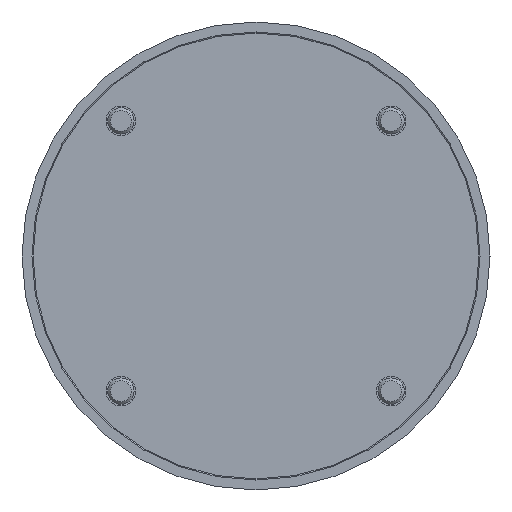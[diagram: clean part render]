
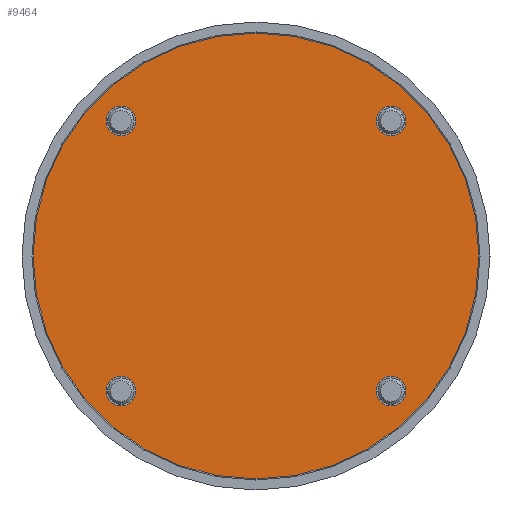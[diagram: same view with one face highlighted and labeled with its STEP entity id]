
A CAD part, left-side view. The second image highlights one B-rep face of the part: STEP entity #9464.
In plain terms, the highlighted planar face has unit normal (-1, 0, 0).
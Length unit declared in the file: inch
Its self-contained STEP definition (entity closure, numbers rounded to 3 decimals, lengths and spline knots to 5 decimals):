
#27 = VERTEX_POINT ( 'NONE', #33594 ) ;
#1534 = ORIENTED_EDGE ( 'NONE', *, *, #21195, .F. ) ;
#2786 = CIRCLE ( 'NONE', #19881, 0.281 ) ;
#3727 = DIRECTION ( 'NONE',  ( -1., 0., 0. ) ) ;
#4021 = CARTESIAN_POINT ( 'NONE',  ( -13.87, 2.56326, 2.28226 ) ) ;
#8040 = AXIS2_PLACEMENT_3D ( 'NONE', #9729, #61199, #17131 ) ;
#8313 = ORIENTED_EDGE ( 'NONE', *, *, #70613, .F. ) ;
#9464 = ADVANCED_FACE ( 'NONE', ( #70463, #50883, #31355, #11818, #90008 ), #30920, .T. ) ;
#9729 = CARTESIAN_POINT ( 'NONE',  ( -13.87, 0., 0. ) ) ;
#9814 = CIRCLE ( 'NONE', #8040, 4.2305 ) ;
#10574 = CARTESIAN_POINT ( 'NONE',  ( -13.87, -2.56326, -2.28226 ) ) ;
#11199 = EDGE_CURVE ( 'NONE', #20573, #27, #22805, .T. ) ;
#11398 = AXIS2_PLACEMENT_3D ( 'NONE', #69507, #25457, #76905 ) ;
#11818 = FACE_BOUND ( 'NONE', #37346, .T. ) ;
#12739 = CIRCLE ( 'NONE', #11398, 0.281 ) ;
#14513 = AXIS2_PLACEMENT_3D ( 'NONE', #64325, #20281, #71695 ) ;
#14818 = CARTESIAN_POINT ( 'NONE',  ( -13.87, 0., 0. ) ) ;
#15470 = VERTEX_POINT ( 'NONE', #94279 ) ;
#17131 = DIRECTION ( 'NONE',  ( 0., 0., 1. ) ) ;
#17838 = ORIENTED_EDGE ( 'NONE', *, *, #24728, .F. ) ;
#19881 = AXIS2_PLACEMENT_3D ( 'NONE', #47761, #3727, #55172 ) ;
#20281 = DIRECTION ( 'NONE',  ( -1., 0., 0. ) ) ;
#20573 = VERTEX_POINT ( 'NONE', #73228 ) ;
#21195 = EDGE_CURVE ( 'NONE', #93230, #93736, #64292, .T. ) ;
#22266 = DIRECTION ( 'NONE',  ( 0., 0., 1. ) ) ;
#22805 = CIRCLE ( 'NONE', #38659, 0.281 ) ;
#23843 = DIRECTION ( 'NONE',  ( -1., 0., 0. ) ) ;
#24135 = DIRECTION ( 'NONE',  ( -1., 0., 0. ) ) ;
#24728 = EDGE_CURVE ( 'NONE', #88367, #15470, #28339, .T. ) ;
#25242 = CARTESIAN_POINT ( 'NONE',  ( -13.87, 0., -4.2305 ) ) ;
#25272 = EDGE_CURVE ( 'NONE', #59280, #52282, #9814, .T. ) ;
#25457 = DIRECTION ( 'NONE',  ( -1., 0., 0. ) ) ;
#27369 = AXIS2_PLACEMENT_3D ( 'NONE', #67876, #23843, #75269 ) ;
#28339 = CIRCLE ( 'NONE', #72659, 0.281 ) ;
#28640 = EDGE_CURVE ( 'NONE', #52554, #39829, #95220, .T. ) ;
#30075 = DIRECTION ( 'NONE',  ( -1., 0., 0. ) ) ;
#30920 = PLANE ( 'NONE',  #27369 ) ;
#31073 = ORIENTED_EDGE ( 'NONE', *, *, #56525, .T. ) ;
#31215 = EDGE_CURVE ( 'NONE', #39829, #52554, #83114, .T. ) ;
#31355 = FACE_BOUND ( 'NONE', #45586, .T. ) ;
#33594 = CARTESIAN_POINT ( 'NONE',  ( -13.87, 2.56326, -2.84426 ) ) ;
#33908 = CIRCLE ( 'NONE', #75897, 4.2305 ) ;
#34078 = CARTESIAN_POINT ( 'NONE',  ( -13.87, -2.56326, -2.56326 ) ) ;
#36066 = AXIS2_PLACEMENT_3D ( 'NONE', #68146, #24135, #75551 ) ;
#36775 = ORIENTED_EDGE ( 'NONE', *, *, #11199, .F. ) ;
#37346 = EDGE_LOOP ( 'NONE', ( #17838, #63385 ) ) ;
#38659 = AXIS2_PLACEMENT_3D ( 'NONE', #83672, #39564, #91024 ) ;
#39406 = CIRCLE ( 'NONE', #82924, 0.281 ) ;
#39564 = DIRECTION ( 'NONE',  ( -1., 0., 0. ) ) ;
#39736 = CARTESIAN_POINT ( 'NONE',  ( -13.87, -2.56326, 2.56326 ) ) ;
#39829 = VERTEX_POINT ( 'NONE', #76822 ) ;
#41479 = DIRECTION ( 'NONE',  ( 0., 0., 1. ) ) ;
#42334 = EDGE_LOOP ( 'NONE', ( #1534, #46452 ) ) ;
#45586 = EDGE_LOOP ( 'NONE', ( #71034, #51736 ) ) ;
#46452 = ORIENTED_EDGE ( 'NONE', *, *, #68716, .F. ) ;
#47141 = DIRECTION ( 'NONE',  ( 0., 0., 1. ) ) ;
#47761 = CARTESIAN_POINT ( 'NONE',  ( -13.87, 2.56326, 2.56326 ) ) ;
#49248 = EDGE_LOOP ( 'NONE', ( #36775, #8313 ) ) ;
#50883 = FACE_BOUND ( 'NONE', #49248, .T. ) ;
#51736 = ORIENTED_EDGE ( 'NONE', *, *, #31215, .F. ) ;
#52282 = VERTEX_POINT ( 'NONE', #81679 ) ;
#52554 = VERTEX_POINT ( 'NONE', #10574 ) ;
#55172 = DIRECTION ( 'NONE',  ( 0., 0., 1. ) ) ;
#56525 = EDGE_CURVE ( 'NONE', #52282, #59280, #33908, .T. ) ;
#59280 = VERTEX_POINT ( 'NONE', #25242 ) ;
#60228 = EDGE_CURVE ( 'NONE', #15470, #88367, #39406, .T. ) ;
#61199 = DIRECTION ( 'NONE',  ( -1., 0., 0. ) ) ;
#63385 = ORIENTED_EDGE ( 'NONE', *, *, #60228, .F. ) ;
#64292 = CIRCLE ( 'NONE', #36066, 0.281 ) ;
#64325 = CARTESIAN_POINT ( 'NONE',  ( -13.87, -2.56326, -2.56326 ) ) ;
#66283 = DIRECTION ( 'NONE',  ( -1., 0., 0. ) ) ;
#67343 = ORIENTED_EDGE ( 'NONE', *, *, #25272, .T. ) ;
#67876 = CARTESIAN_POINT ( 'NONE',  ( -13.87, 0., 0. ) ) ;
#68146 = CARTESIAN_POINT ( 'NONE',  ( -13.87, 2.56326, 2.56326 ) ) ;
#68716 = EDGE_CURVE ( 'NONE', #93736, #93230, #2786, .T. ) ;
#69507 = CARTESIAN_POINT ( 'NONE',  ( -13.87, 2.56326, -2.56326 ) ) ;
#70463 = FACE_OUTER_BOUND ( 'NONE', #94706, .T. ) ;
#70613 = EDGE_CURVE ( 'NONE', #27, #20573, #12739, .T. ) ;
#71034 = ORIENTED_EDGE ( 'NONE', *, *, #28640, .F. ) ;
#71695 = DIRECTION ( 'NONE',  ( 0., 0., 1. ) ) ;
#72659 = AXIS2_PLACEMENT_3D ( 'NONE', #39736, #91210, #47141 ) ;
#73228 = CARTESIAN_POINT ( 'NONE',  ( -13.87, 2.56326, -2.28226 ) ) ;
#74108 = CARTESIAN_POINT ( 'NONE',  ( -13.87, -2.56326, 2.56326 ) ) ;
#75269 = DIRECTION ( 'NONE',  ( 0., 0., 1. ) ) ;
#75551 = DIRECTION ( 'NONE',  ( 0., 0., 1. ) ) ;
#75897 = AXIS2_PLACEMENT_3D ( 'NONE', #14818, #66283, #22266 ) ;
#76668 = CARTESIAN_POINT ( 'NONE',  ( -13.87, -2.56326, 2.84426 ) ) ;
#76822 = CARTESIAN_POINT ( 'NONE',  ( -13.87, -2.56326, -2.84426 ) ) ;
#76905 = DIRECTION ( 'NONE',  ( 0., 0., 1. ) ) ;
#81517 = DIRECTION ( 'NONE',  ( 0., 0., 1. ) ) ;
#81679 = CARTESIAN_POINT ( 'NONE',  ( -13.87, 0., 4.2305 ) ) ;
#82924 = AXIS2_PLACEMENT_3D ( 'NONE', #74108, #30075, #81517 ) ;
#83114 = CIRCLE ( 'NONE', #94481, 0.281 ) ;
#83672 = CARTESIAN_POINT ( 'NONE',  ( -13.87, 2.56326, -2.56326 ) ) ;
#85537 = DIRECTION ( 'NONE',  ( -1., 0., 0. ) ) ;
#88367 = VERTEX_POINT ( 'NONE', #76668 ) ;
#90008 = FACE_BOUND ( 'NONE', #42334, .T. ) ;
#90011 = CARTESIAN_POINT ( 'NONE',  ( -13.87, 2.56326, 2.84426 ) ) ;
#91024 = DIRECTION ( 'NONE',  ( 0., 0., 1. ) ) ;
#91210 = DIRECTION ( 'NONE',  ( -1., 0., 0. ) ) ;
#93230 = VERTEX_POINT ( 'NONE', #90011 ) ;
#93736 = VERTEX_POINT ( 'NONE', #4021 ) ;
#94279 = CARTESIAN_POINT ( 'NONE',  ( -13.87, -2.56326, 2.28226 ) ) ;
#94481 = AXIS2_PLACEMENT_3D ( 'NONE', #34078, #85537, #41479 ) ;
#94706 = EDGE_LOOP ( 'NONE', ( #31073, #67343 ) ) ;
#95220 = CIRCLE ( 'NONE', #14513, 0.281 ) ;
